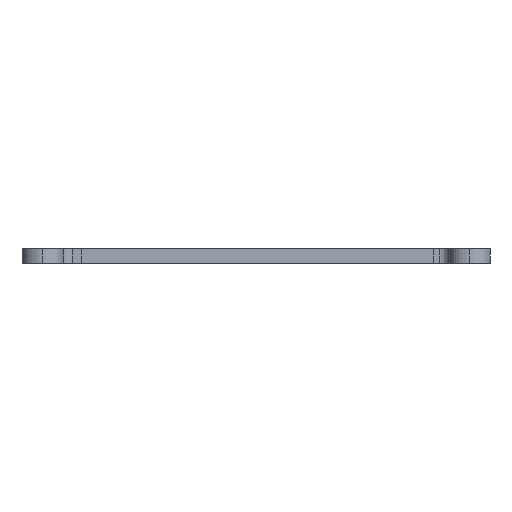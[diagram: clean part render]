
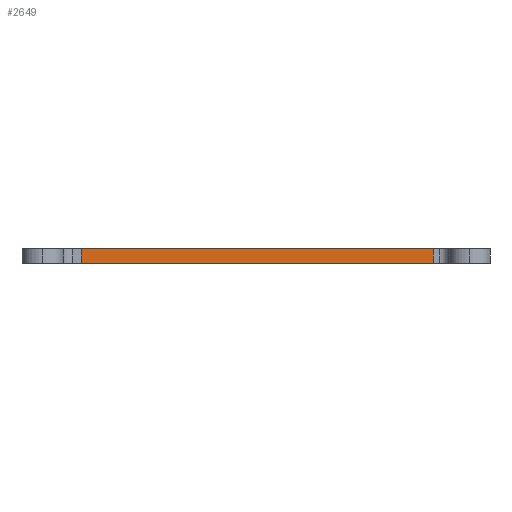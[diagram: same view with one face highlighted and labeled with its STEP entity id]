
A CAD part, front view. The second image highlights one B-rep face of the part: STEP entity #2649.
In plain terms, the highlighted planar face has unit normal (0, -1, 0).
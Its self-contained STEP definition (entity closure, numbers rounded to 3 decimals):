
#334 = VERTEX_POINT('',#335);
#335 = CARTESIAN_POINT('',(125.01,-115.24,0.));
#341 = EDGE_CURVE('',#342,#334,#344,.T.);
#342 = VERTEX_POINT('',#343);
#343 = CARTESIAN_POINT('',(162.59,-115.24,0.));
#344 = LINE('',#345,#346);
#345 = CARTESIAN_POINT('',(162.59,-115.24,0.));
#346 = VECTOR('',#347,1.);
#347 = DIRECTION('',(-1.,0.,0.));
#1198 = VERTEX_POINT('',#1199);
#1199 = CARTESIAN_POINT('',(125.01,-115.24,1.6));
#1205 = EDGE_CURVE('',#1206,#1198,#1208,.T.);
#1206 = VERTEX_POINT('',#1207);
#1207 = CARTESIAN_POINT('',(162.59,-115.24,1.6));
#1208 = LINE('',#1209,#1210);
#1209 = CARTESIAN_POINT('',(162.59,-115.24,1.6));
#1210 = VECTOR('',#1211,1.);
#1211 = DIRECTION('',(-1.,0.,0.));
#2619 = EDGE_CURVE('',#334,#1198,#2620,.T.);
#2620 = LINE('',#2621,#2622);
#2621 = CARTESIAN_POINT('',(125.01,-115.24,0.));
#2622 = VECTOR('',#2623,1.);
#2623 = DIRECTION('',(0.,0.,1.));
#2649 = ADVANCED_FACE('',(#2650),#2661,.T.);
#2650 = FACE_BOUND('',#2651,.T.);
#2651 = EDGE_LOOP('',(#2652,#2658,#2659,#2660));
#2652 = ORIENTED_EDGE('',*,*,#2653,.T.);
#2653 = EDGE_CURVE('',#342,#1206,#2654,.T.);
#2654 = LINE('',#2655,#2656);
#2655 = CARTESIAN_POINT('',(162.59,-115.24,0.));
#2656 = VECTOR('',#2657,1.);
#2657 = DIRECTION('',(0.,0.,1.));
#2658 = ORIENTED_EDGE('',*,*,#1205,.T.);
#2659 = ORIENTED_EDGE('',*,*,#2619,.F.);
#2660 = ORIENTED_EDGE('',*,*,#341,.F.);
#2661 = PLANE('',#2662);
#2662 = AXIS2_PLACEMENT_3D('',#2663,#2664,#2665);
#2663 = CARTESIAN_POINT('',(162.59,-115.24,0.));
#2664 = DIRECTION('',(0.,-1.,0.));
#2665 = DIRECTION('',(-1.,0.,0.));
